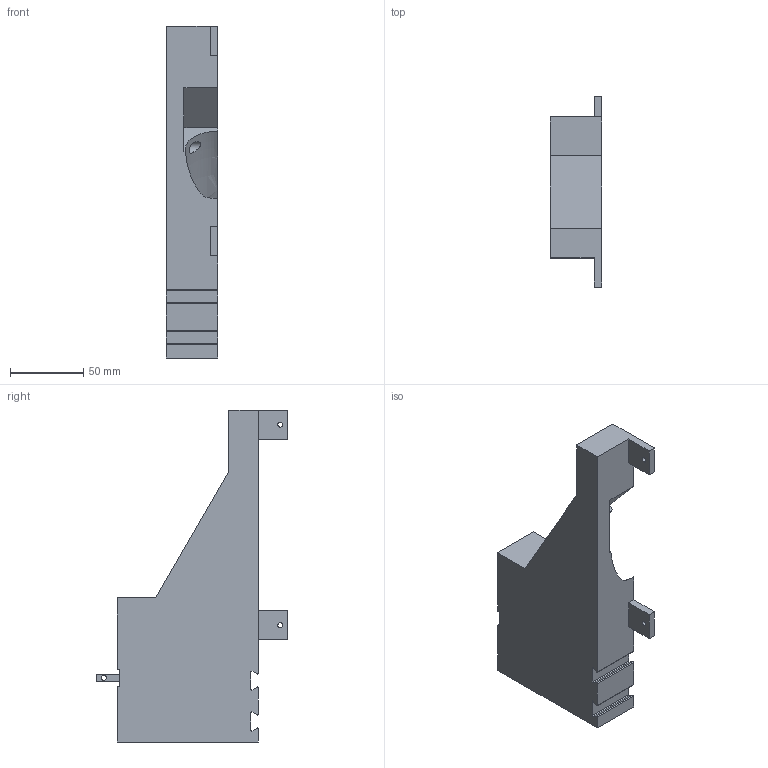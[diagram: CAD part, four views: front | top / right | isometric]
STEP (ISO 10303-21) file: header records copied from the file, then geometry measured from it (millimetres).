
FILE_DESCRIPTION(/* description */ (''),/* implementation_level */ '2;1');
FILE_NAME(/* name */ 'holder left.step',/* time_stamp */ '2020-02-18T22:00:55-05:00',/* author */ (''),/* organization */ (''),/* preprocessor_version */ 'ST-DEVELOPER v18',/* originating_system */ 'Autodesk Translation Framework v8.12.0.6',/* authorisation */ '');
FILE_SCHEMA (('AUTOMOTIVE_DESIGN { 1 0 10303 214 3 1 1 }'));
Length unit declared in the file: millimetre
Products named in the file (1): holder left
Bounding box: 35 x 130.5 x 226.9 mm (x, y, z)
Volume: 316032.1 mm3; surface area: 56917 mm2
Topology: 1 solids, 1 shells, 93 faces, 265 edges, 177 vertices
Faces by surface type: plane 46, bspline 31, cylinder 16
Full cylindrical faces by diameter (mm): 3.4 x3, 7.934 x1, 8.437 x1, 11.256 x1
Entity records: 16095 total; most frequent: CARTESIAN_POINT 13904, ORIENTED_EDGE 530, DIRECTION 324, EDGE_CURVE 265, VERTEX_POINT 177, LINE 128, VECTOR 128, EDGE_LOOP 102
